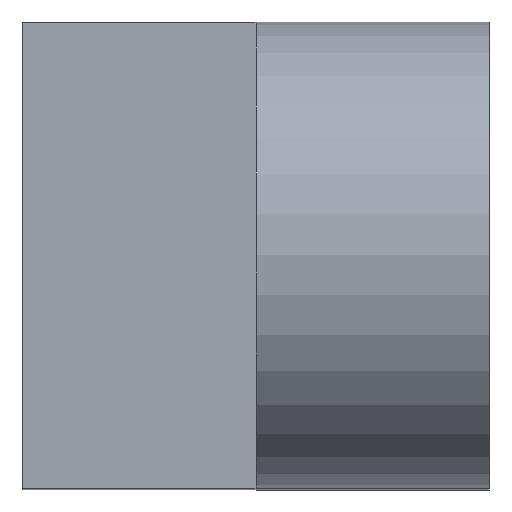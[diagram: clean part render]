
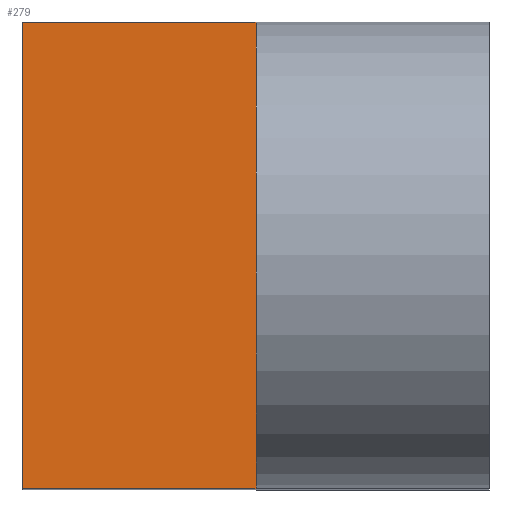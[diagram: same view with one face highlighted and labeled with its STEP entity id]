
A CAD part, top view. The second image highlights one B-rep face of the part: STEP entity #279.
In plain terms, the highlighted planar face has unit normal (0, 0, 1).
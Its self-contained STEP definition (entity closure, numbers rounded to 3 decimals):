
#63=CARTESIAN_POINT('Vertex',(10.,-10.,10.)) ;
#77=CARTESIAN_POINT('Vertex',(10.,10.,10.)) ;
#80=CARTESIAN_POINT('Line Origine',(10.,0.,10.)) ;
#249=CARTESIAN_POINT('Axis2P3D Location',(0.,10.,10.)) ;
#254=CARTESIAN_POINT('Line Origine',(5.,10.,10.)) ;
#258=CARTESIAN_POINT('Vertex',(0.,10.,10.)) ;
#261=CARTESIAN_POINT('Line Origine',(0.,0.,10.)) ;
#265=CARTESIAN_POINT('Vertex',(0.,-10.,10.)) ;
#268=CARTESIAN_POINT('Line Origine',(5.,-10.,10.)) ;
#81=DIRECTION('Vector Direction',(0.,-1.,0.)) ;
#250=DIRECTION('Axis2P3D Direction',(-0.,0.,1.)) ;
#251=DIRECTION('Axis2P3D XDirection',(0.,-1.,0.)) ;
#255=DIRECTION('Vector Direction',(1.,0.,0.)) ;
#262=DIRECTION('Vector Direction',(0.,-1.,0.)) ;
#269=DIRECTION('Vector Direction',(1.,0.,0.)) ;
#252=AXIS2_PLACEMENT_3D('Plane Axis2P3D',#249,#250,#251) ;
#274=ORIENTED_EDGE('',*,*,#260,.F.) ;
#275=ORIENTED_EDGE('',*,*,#267,.T.) ;
#276=ORIENTED_EDGE('',*,*,#272,.T.) ;
#277=ORIENTED_EDGE('',*,*,#84,.T.) ;
#82=VECTOR('Line Direction',#81,1.) ;
#256=VECTOR('Line Direction',#255,1.) ;
#263=VECTOR('Line Direction',#262,1.) ;
#270=VECTOR('Line Direction',#269,1.) ;
#279=ADVANCED_FACE('Corps principal',(#278),#253,.T.) ;
#84=EDGE_CURVE('',#64,#78,#83,.F.) ;
#260=EDGE_CURVE('',#259,#78,#257,.T.) ;
#267=EDGE_CURVE('',#259,#266,#264,.T.) ;
#272=EDGE_CURVE('',#266,#64,#271,.T.) ;
#273=EDGE_LOOP('',(#274,#275,#276,#277)) ;
#278=FACE_OUTER_BOUND('',#273,.T.) ;
#83=LINE('Line',#80,#82) ;
#257=LINE('Line',#254,#256) ;
#264=LINE('Line',#261,#263) ;
#271=LINE('Line',#268,#270) ;
#253=PLANE('Plane',#252) ;
#64=VERTEX_POINT('',#63) ;
#78=VERTEX_POINT('',#77) ;
#259=VERTEX_POINT('',#258) ;
#266=VERTEX_POINT('',#265) ;
